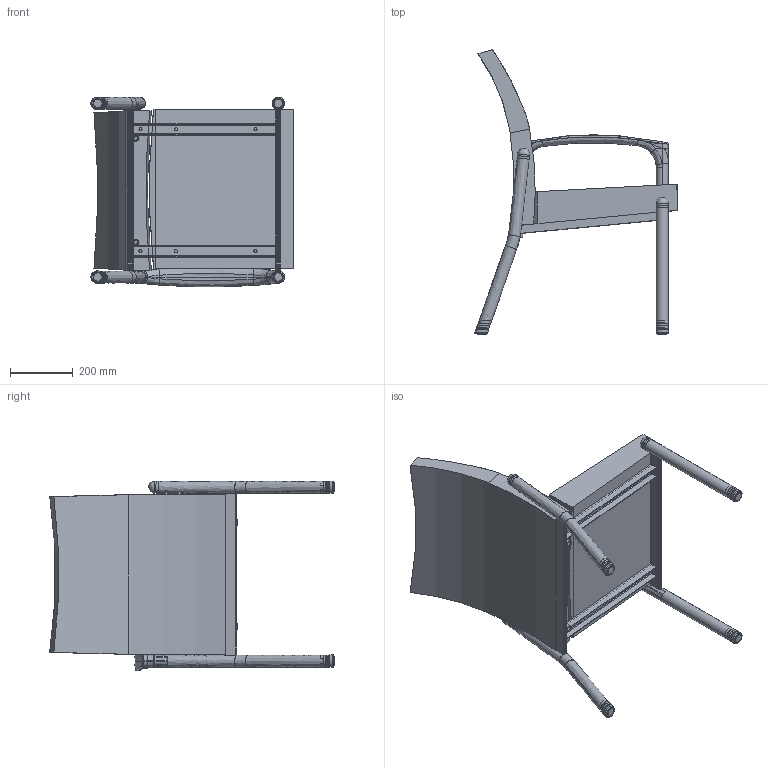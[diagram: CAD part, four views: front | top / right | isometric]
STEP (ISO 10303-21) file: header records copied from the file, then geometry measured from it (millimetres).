
FILE_DESCRIPTION(/* description */ (''),/* implementation_level */ '2;1');
FILE_NAME(/* name */ 'LB10R (SYMBOL).stp',/* time_stamp */ '2017-02-20T10:07:25-05:00',/* author */ ('emerkel'),/* organization */ (''),/* preprocessor_version */ 'ST-DEVELOPER v16.5',/* originating_system */ 'Autodesk Inventor 2017',/* authorisation */ '');
FILE_SCHEMA (('AUTOMOTIVE_DESIGN { 1 0 10303 214 3 1 1 }'));
Products named in the file (8): LB10R (SYMBOL); LB10 FM-A; LEG CAP LB-B; LEG CAP RD1.5-B; NEW SEAT3; NEW BACK3; LEG CAP; LB10 ARM-A
Assembly tree (10 placements, depth 2):
  LB10R (SYMBOL)
    LB10 FM-A
    LEG CAP LB-B  x2
    LEG CAP RD1.5-B  x2
    NEW SEAT3
    NEW BACK3
    LEG CAP  x2
    LB10 ARM-A
Bounding box: 643.08 x 905.16 x 603.57 mm (x, y, z)
Volume: 38032275.1 mm3; surface area: 2344060.6 mm2
Topology: 36 solids, 44 shells, 2182 faces, 4572 edges, 2507 vertices
Faces by surface type: cylinder 723, bspline 590, torus 512, plane 307, sphere 32, cone 18
Full cylindrical faces by diameter (mm): 3.175 x8, 6.198 x4, 6.528 x4, 7.925 x12, 9.525 x6, 9.906 x8, 11.989 x8, 12.954 x2, 19.05 x2, 22.86 x2, 27.94 x8, 30.162 x2, 31.75 x2, 33.744 x2, 34.087 x16, 35.154 x2, 38.1 x2, 39.37 x4
Entity records: 52224 total; most frequent: CARTESIAN_POINT 27505, ORIENTED_EDGE 5192, DIRECTION 4600, EDGE_CURVE 2590, AXIS2_PLACEMENT_3D 1949, VERTEX_POINT 1497, EDGE_LOOP 1435, FACE_OUTER_BOUND 1255
